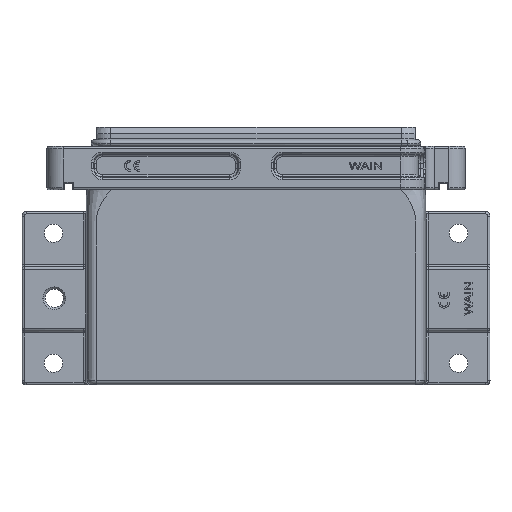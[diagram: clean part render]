
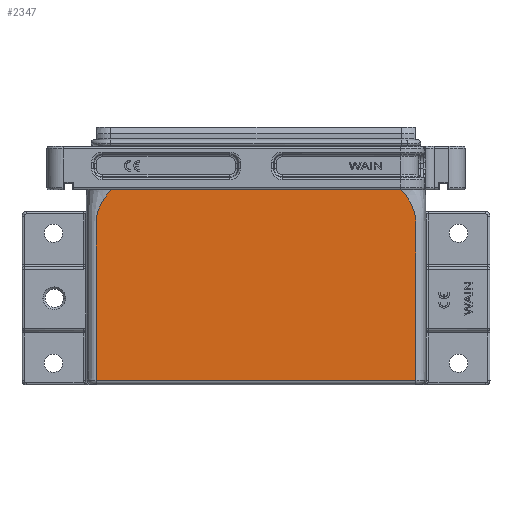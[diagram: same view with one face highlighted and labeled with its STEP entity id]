
A CAD part, top view. The second image highlights one B-rep face of the part: STEP entity #2347.
In plain terms, the highlighted planar face has unit normal (0, 0, 1).
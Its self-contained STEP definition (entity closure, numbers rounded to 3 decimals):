
#1150=FACE_OUTER_BOUND('',#6997,.T.);
#2347=ADVANCED_FACE('NONE',(#1150),#3451,.T.);
#3451=PLANE('',#20757);
#4473=LINE('',#32472,#5644);
#4478=LINE('',#32594,#5649);
#5644=VECTOR('',#22696,1.);
#5649=VECTOR('',#22715,1.);
#6997=EDGE_LOOP('',(#9174,#9175,#9176,#9177));
#9174=ORIENTED_EDGE('',*,*,#16873,.T.);
#9175=ORIENTED_EDGE('',*,*,#16861,.T.);
#9176=ORIENTED_EDGE('',*,*,#16508,.T.);
#9177=ORIENTED_EDGE('',*,*,#16874,.T.);
#14573=VERTEX_POINT('',#29018);
#14575=VERTEX_POINT('',#29066);
#14799=VERTEX_POINT('',#32473);
#14805=VERTEX_POINT('',#32593);
#16508=EDGE_CURVE('NONE',#14573,#14575,#19494,.T.);
#16861=EDGE_CURVE('NONE',#14799,#14573,#4473,.T.);
#16873=EDGE_CURVE('NONE',#14805,#14799,#19720,.T.);
#16874=EDGE_CURVE('NONE',#14575,#14805,#4478,.T.);
#19494=B_SPLINE_CURVE_WITH_KNOTS('',3,(#29067,#29068,#29069,#29070,#29071,
#29072,#29073,#29074,#29075,#29076,#29077,#29078,#29079,#29080,#29081,#29082,
#29083,#29084,#29085,#29086,#29087,#29088,#29089,#29090,#29091,#29092,#29093,
#29094,#29095,#29096,#29097,#29098,#29099,#29100,#29101,#29102,#29103,#29104,
#29105,#29106,#29107,#29108,#29109,#29110,#29111,#29112,#29113,#29114,#29115,
#29116,#29117,#29118,#29119,#29120,#29121,#29122,#29123,#29124,#29125,#29126,
#29127,#29128,#29129,#29130,#29131,#29132),.UNSPECIFIED.,.F.,.F.,(4,1,1,
1,1,1,1,1,1,2,2,1,1,1,2,2,1,1,1,1,2,2,1,1,1,1,1,1,2,2,1,1,1,1,1,1,1,2,2,
1,1,1,1,1,1,1,1,1,1,2,2,4),(0.,0.125,0.187,0.219,
0.234,0.242,0.246,0.248,
0.249,0.25,0.25,0.266,
0.273,0.277,0.279,0.281,
0.297,0.305,0.309,0.311,
0.312,0.312,0.328,0.336,
0.34,0.342,0.343,0.343,
0.344,0.344,0.359,0.367,
0.371,0.373,0.374,0.375,
0.375,0.375,0.375,0.437,
0.469,0.484,0.492,0.496,
0.498,0.499,0.5,0.5,
0.5,0.5,0.5,1.),.UNSPECIFIED.);
#19720=B_SPLINE_CURVE_WITH_KNOTS('',3,(#32554,#32555,#32556,#32557,#32558,
#32559,#32560,#32561,#32562,#32563,#32564,#32565,#32566,#32567,#32568,#32569,
#32570,#32571,#32572,#32573,#32574,#32575,#32576,#32577,#32578,#32579,#32580,
#32581,#32582,#32583,#32584,#32585,#32586,#32587,#32588,#32589,#32590,#32591,
#32592),.UNSPECIFIED.,.F.,.F.,(4,1,1,1,1,1,1,1,1,2,2,1,1,1,1,1,2,2,1,2,
2,2,2,1,2,2,4),(0.,0.25,0.375,0.437,
0.469,0.484,0.492,0.496,0.498,
0.499,0.5,0.562,0.594,
0.609,0.617,0.621,0.623,
0.625,0.633,0.637,0.641,
0.656,0.687,0.719,0.734,
0.75,1.),.UNSPECIFIED.);
#20757=AXIS2_PLACEMENT_3D('',#32595,#22716,#22717);
#22696=DIRECTION('',(-1.,0.,0.));
#22715=DIRECTION('',(1.,0.,0.));
#22716=DIRECTION('',(0.,0.,1.));
#22717=DIRECTION('',(1.,0.,0.));
#29018=CARTESIAN_POINT('',(-66.897,90.,29.));
#29066=CARTESIAN_POINT('',(-73.837,2.,29.));
#29067=CARTESIAN_POINT('',(-66.897,90.,29.));
#29068=CARTESIAN_POINT('',(-68.645,88.073,29.));
#29069=CARTESIAN_POINT('',(-70.771,85.184,29.));
#29070=CARTESIAN_POINT('',(-72.385,81.813,29.));
#29071=CARTESIAN_POINT('',(-72.976,80.127,29.));
#29072=CARTESIAN_POINT('',(-73.217,79.285,29.));
#29073=CARTESIAN_POINT('',(-73.324,78.863,29.));
#29074=CARTESIAN_POINT('',(-73.374,78.653,29.));
#29075=CARTESIAN_POINT('',(-73.398,78.547,29.));
#29076=CARTESIAN_POINT('',(-73.41,78.495,29.));
#29077=CARTESIAN_POINT('',(-73.415,78.472,29.));
#29078=CARTESIAN_POINT('',(-73.419,78.457,29.));
#29079=CARTESIAN_POINT('',(-73.421,78.448,29.));
#29080=CARTESIAN_POINT('',(-73.466,78.241,29.));
#29081=CARTESIAN_POINT('',(-73.529,77.935,29.));
#29082=CARTESIAN_POINT('',(-73.592,77.57,29.));
#29083=CARTESIAN_POINT('',(-73.622,77.386,29.));
#29084=CARTESIAN_POINT('',(-73.635,77.306,29.));
#29085=CARTESIAN_POINT('',(-73.643,77.253,29.));
#29086=CARTESIAN_POINT('',(-73.647,77.225,29.));
#29087=CARTESIAN_POINT('',(-73.681,76.998,29.));
#29088=CARTESIAN_POINT('',(-73.72,76.699,29.));
#29089=CARTESIAN_POINT('',(-73.756,76.358,29.));
#29090=CARTESIAN_POINT('',(-73.772,76.19,29.));
#29091=CARTESIAN_POINT('',(-73.779,76.106,29.));
#29092=CARTESIAN_POINT('',(-73.782,76.071,29.));
#29093=CARTESIAN_POINT('',(-73.784,76.047,29.));
#29094=CARTESIAN_POINT('',(-73.785,76.034,29.));
#29095=CARTESIAN_POINT('',(-73.799,75.851,29.));
#29096=CARTESIAN_POINT('',(-73.815,75.581,29.));
#29097=CARTESIAN_POINT('',(-73.827,75.242,29.));
#29098=CARTESIAN_POINT('',(-73.831,75.067,29.));
#29099=CARTESIAN_POINT('',(-73.833,74.978,29.));
#29100=CARTESIAN_POINT('',(-73.833,74.933,29.));
#29101=CARTESIAN_POINT('',(-73.834,74.911,29.));
#29102=CARTESIAN_POINT('',(-73.834,74.901,29.));
#29103=CARTESIAN_POINT('',(-73.834,74.894,29.));
#29104=CARTESIAN_POINT('',(-73.834,74.89,29.));
#29105=CARTESIAN_POINT('',(-73.836,74.775,29.));
#29106=CARTESIAN_POINT('',(-73.837,74.536,29.));
#29107=CARTESIAN_POINT('',(-73.838,74.136,29.));
#29108=CARTESIAN_POINT('',(-73.837,73.905,29.));
#29109=CARTESIAN_POINT('',(-73.837,73.782,29.));
#29110=CARTESIAN_POINT('',(-73.837,73.719,29.));
#29111=CARTESIAN_POINT('',(-73.837,73.687,29.));
#29112=CARTESIAN_POINT('',(-73.837,73.671,29.));
#29113=CARTESIAN_POINT('',(-73.837,73.664,29.));
#29114=CARTESIAN_POINT('',(-73.837,73.659,29.));
#29115=CARTESIAN_POINT('',(-73.837,73.655,29.));
#29116=CARTESIAN_POINT('',(-73.837,73.583,29.));
#29117=CARTESIAN_POINT('',(-73.837,72.74,29.));
#29118=CARTESIAN_POINT('',(-73.837,70.468,29.));
#29119=CARTESIAN_POINT('',(-73.837,69.01,29.));
#29120=CARTESIAN_POINT('',(-73.837,68.201,29.));
#29121=CARTESIAN_POINT('',(-73.837,67.776,29.));
#29122=CARTESIAN_POINT('',(-73.837,67.559,29.));
#29123=CARTESIAN_POINT('',(-73.837,67.449,29.));
#29124=CARTESIAN_POINT('',(-73.837,67.393,29.));
#29125=CARTESIAN_POINT('',(-73.837,67.366,29.));
#29126=CARTESIAN_POINT('',(-73.837,67.352,29.));
#29127=CARTESIAN_POINT('',(-73.837,67.346,29.));
#29128=CARTESIAN_POINT('',(-73.837,67.342,29.));
#29129=CARTESIAN_POINT('',(-73.837,67.338,29.));
#29130=CARTESIAN_POINT('',(-73.837,66.586,29.));
#29131=CARTESIAN_POINT('',(-73.837,44.806,29.));
#29132=CARTESIAN_POINT('',(-73.837,2.,29.));
#32472=CARTESIAN_POINT('',(-78.5,90.,29.));
#32473=CARTESIAN_POINT('',(66.897,90.,29.));
#32554=CARTESIAN_POINT('',(73.837,2.,29.));
#32555=CARTESIAN_POINT('',(73.837,11.656,29.));
#32556=CARTESIAN_POINT('',(73.837,27.062,29.));
#32557=CARTESIAN_POINT('',(73.837,46.649,29.));
#32558=CARTESIAN_POINT('',(73.837,56.847,29.));
#32559=CARTESIAN_POINT('',(73.837,62.046,29.));
#32560=CARTESIAN_POINT('',(73.837,64.671,29.));
#32561=CARTESIAN_POINT('',(73.837,65.99,29.));
#32562=CARTESIAN_POINT('',(73.837,66.651,29.));
#32563=CARTESIAN_POINT('',(73.837,66.982,29.));
#32564=CARTESIAN_POINT('',(73.837,67.124,29.));
#32565=CARTESIAN_POINT('',(73.837,67.218,29.));
#32566=CARTESIAN_POINT('',(73.837,67.297,29.));
#32567=CARTESIAN_POINT('',(73.837,68.361,29.));
#32568=CARTESIAN_POINT('',(73.837,69.934,29.));
#32569=CARTESIAN_POINT('',(73.836,71.77,29.));
#32570=CARTESIAN_POINT('',(73.836,72.688,29.));
#32571=CARTESIAN_POINT('',(73.836,73.148,29.));
#32572=CARTESIAN_POINT('',(73.836,73.377,29.));
#32573=CARTESIAN_POINT('',(73.836,73.476,29.));
#32574=CARTESIAN_POINT('',(73.836,73.541,29.));
#32575=CARTESIAN_POINT('',(73.836,73.606,29.));
#32576=CARTESIAN_POINT('',(73.836,73.61,29.));
#32577=CARTESIAN_POINT('',(73.837,73.692,29.));
#32578=CARTESIAN_POINT('',(73.837,73.888,29.));
#32579=CARTESIAN_POINT('',(73.837,74.045,29.));
#32580=CARTESIAN_POINT('',(73.838,74.178,29.));
#32581=CARTESIAN_POINT('',(73.838,74.484,29.));
#32582=CARTESIAN_POINT('',(73.838,74.639,29.));
#32583=CARTESIAN_POINT('',(73.831,75.231,29.));
#32584=CARTESIAN_POINT('',(73.819,75.561,29.));
#32585=CARTESIAN_POINT('',(73.759,76.367,29.));
#32586=CARTESIAN_POINT('',(73.692,76.972,29.));
#32587=CARTESIAN_POINT('',(73.592,77.58,29.));
#32588=CARTESIAN_POINT('',(73.518,77.985,29.));
#32589=CARTESIAN_POINT('',(73.486,78.149,29.));
#32590=CARTESIAN_POINT('',(72.586,82.26,29.));
#32591=CARTESIAN_POINT('',(70.408,86.129,29.));
#32592=CARTESIAN_POINT('',(66.897,90.,29.));
#32593=CARTESIAN_POINT('',(73.837,2.,29.));
#32594=CARTESIAN_POINT('',(-78.5,2.,29.));
#32595=CARTESIAN_POINT('',(-78.5,0.,29.));
